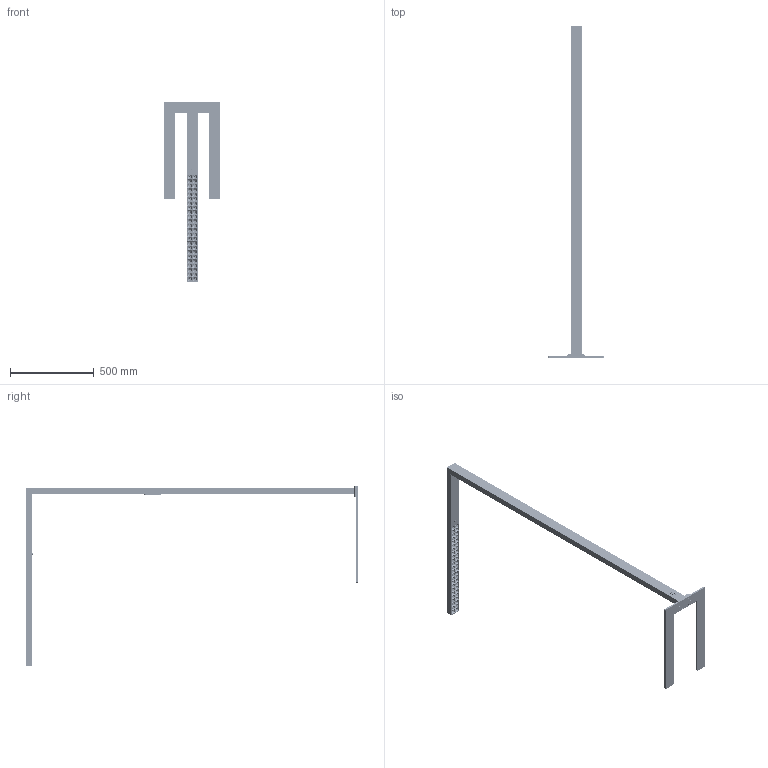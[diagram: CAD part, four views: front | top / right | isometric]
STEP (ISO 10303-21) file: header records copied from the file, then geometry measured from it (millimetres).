
FILE_DESCRIPTION((''),'2;1');
FILE_NAME('FS0006A_ASM_-__ASM_1_ASM_1_ASM','2024-10-09T17:44:53',('Administrator'),(''),'CREO PARAMETRIC BY PTC INC, 2018100','CREO PARAMETRIC BY PTC INC, 2018100','');
FILE_SCHEMA(('CONFIG_CONTROL_DESIGN','GEOMETRIC_VALIDATION_PROPERTIES_MIM'));
Products named in the file (31): PRT0442_7_2_1_1; PRT0439_4_2_1_1; PRT0440_2_1_1_1; PRT0448_1_1_1_1; PRT0449_1_1_1_1; PRT0450_1_1_1_1; MANIFOLD_SOLID_BREP_33577_1_1_1; MANIFOLD_SOLID_BREP_34042_1_1_1; PRT0451_2_ASM_1_ASM_ASM_1_ASM_1_ASM; ASM0088_ASM_3_ASM_1_ASM_ASM_1_A_ASM; M3CHENTOU6JIAO_1_1_1_1; M5-CHENTOU_1_1_1_1; M3_6PM-01_4_2_1_1; PRT0246_3_2_1_1; KZB_13_1_1_1_1_1_1; PRT0478_2_1_1_1; PRT0479_1_1_1_1; PRT0480_1_1_1_1; ASM007ZTDENGZPEITU988_ASM_19_AS_ASM; ASM007ZTDENGZPEITU988_ASM_2__AS_ASM; FS0006-DIZUO_ASM_1_ASM_1_ASM_AS_ASM; PRT00011111_1__1_1_1; PRT00GUANGGANSULIAOTOU_3__1_1_1; ASM0002_ASM_5__ASM_2_ASM_ASM_1__ASM; FS0006-GUANGMIN_ASM_2_ASM_ASM_1_ASM; ASM0087_ASM_11_ASM_2_ASM_ASM_1__ASM; FS0006_ASM_ASM_1_ASM_1_ASM; PRT006GESHAN4204_61_1; PRT003333_10_1; ASM00061_ASM_1_ASM_1_ASM; FS0006A_ASM_-__ASM_1_ASM_1_ASM
Assembly tree (156 placements, depth 7):
  FS0006A_ASM_-__ASM_1_ASM_1_ASM
    FS0006_ASM_ASM_1_ASM_1_ASM
      ASM0087_ASM_11_ASM_2_ASM_ASM_1__ASM
        PRT0442_7_2_1_1
        PRT0439_4_2_1_1
        PRT0440_2_1_1_1
        PRT0448_1_1_1_1
        PRT0449_1_1_1_1
        ASM0088_ASM_3_ASM_1_ASM_ASM_1_A_ASM
          PRT0450_1_1_1_1
          PRT0451_2_ASM_1_ASM_ASM_1_ASM_1_ASM  x108
            MANIFOLD_SOLID_BREP_33577_1_1_1
            MANIFOLD_SOLID_BREP_34042_1_1_1
        M3CHENTOU6JIAO_1_1_1_1  x6
        M5-CHENTOU_1_1_1_1  x3
        M3_6PM-01_4_2_1_1  x6
        PRT0246_3_2_1_1
        KZB_13_1_1_1_1_1_1
        FS0006-DIZUO_ASM_1_ASM_1_ASM_AS_ASM
          ASM007ZTDENGZPEITU988_ASM_2__AS_ASM
            ASM007ZTDENGZPEITU988_ASM_19_AS_ASM
              PRT0478_2_1_1_1
              PRT0479_1_1_1_1
              PRT0480_1_1_1_1
        FS0006-GUANGMIN_ASM_2_ASM_ASM_1_ASM
          ASM0002_ASM_5__ASM_2_ASM_ASM_1__ASM
            PRT00011111_1__1_1_1
            PRT00GUANGGANSULIAOTOU_3__1_1_1
    ASM00061_ASM_1_ASM_1_ASM  x8
      PRT006GESHAN4204_61_1
      PRT003333_10_1
Bounding box: 334 x 1980 x 1079 mm (x, y, z)
Volume: 6502384.9 mm3; surface area: 1497484.8 mm2
Topology: 260 solids, 356 shells, 13145 faces, 34485 edges, 22441 vertices
Faces by surface type: plane 10707, cylinder 1528, cone 478, bspline 364, torus 56, sphere 12
Entity records: 72466 total; most frequent: CARTESIAN_POINT 22731, DIRECTION 9861, ORIENTED_EDGE 9828, EDGE_CURVE 4992, VECTOR 3567, LINE 3567, VERTEX_POINT 3267, AXIS2_PLACEMENT_3D 3147
